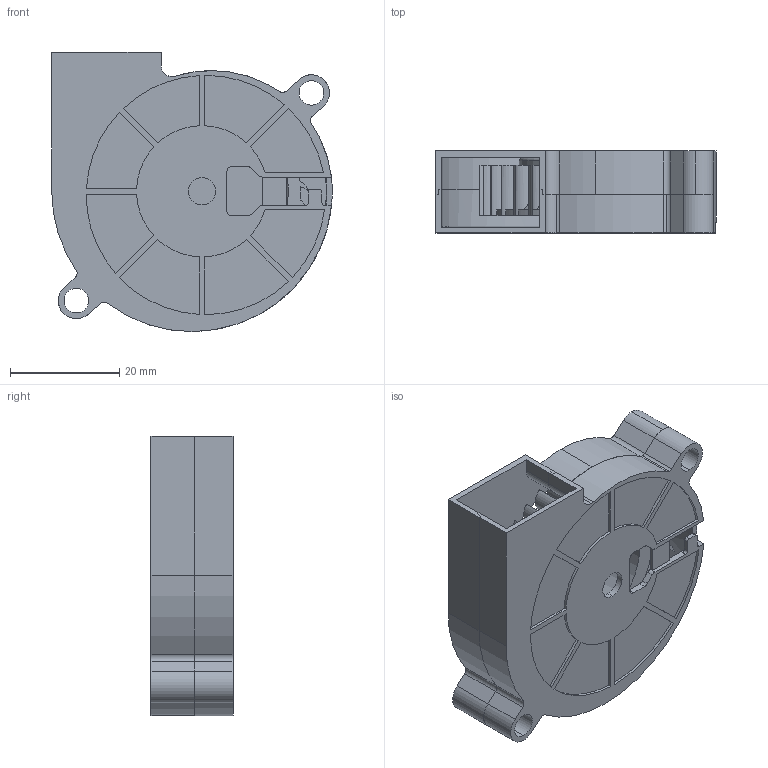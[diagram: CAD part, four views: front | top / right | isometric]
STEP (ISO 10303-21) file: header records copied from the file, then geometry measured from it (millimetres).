
FILE_DESCRIPTION (( 'STEP AP203' ), '1' );
FILE_NAME ('5015 Radical.STEP', '2022-02-10T14:40:19', ( '' ), ( '' ), 'SwSTEP 2.0', 'SolidWorks 2021', '' );
FILE_SCHEMA (( 'CONFIG_CONTROL_DESIGN' ));
Length unit declared in the file: millimetre
Products named in the file (5): bottom.STEP; 5015 Radical; turbine.STEP; top.STEP; Radial-Cooling-Fan-5015-DC12V.STEP
Assembly tree (4 placements, depth 3):
  5015 Radical
    Radial-Cooling-Fan-5015-DC12V.STEP
      turbine.STEP
      top.STEP
      bottom.STEP
Bounding box: 51.3 x 15 x 51.07 mm (x, y, z)
Volume: 8649.8 mm3; surface area: 19328.3 mm2
Topology: 4 solids, 4 shells, 397 faces, 1065 edges, 687 vertices
Faces by surface type: cylinder 210, plane 146, cone 36, torus 5
Entity records: 13550 total; most frequent: CARTESIAN_POINT 2681, DIRECTION 2373, ORIENTED_EDGE 2130, EDGE_CURVE 1065, AXIS2_PLACEMENT_3D 975, VERTEX_POINT 687, CIRCLE 570, LINE 423
